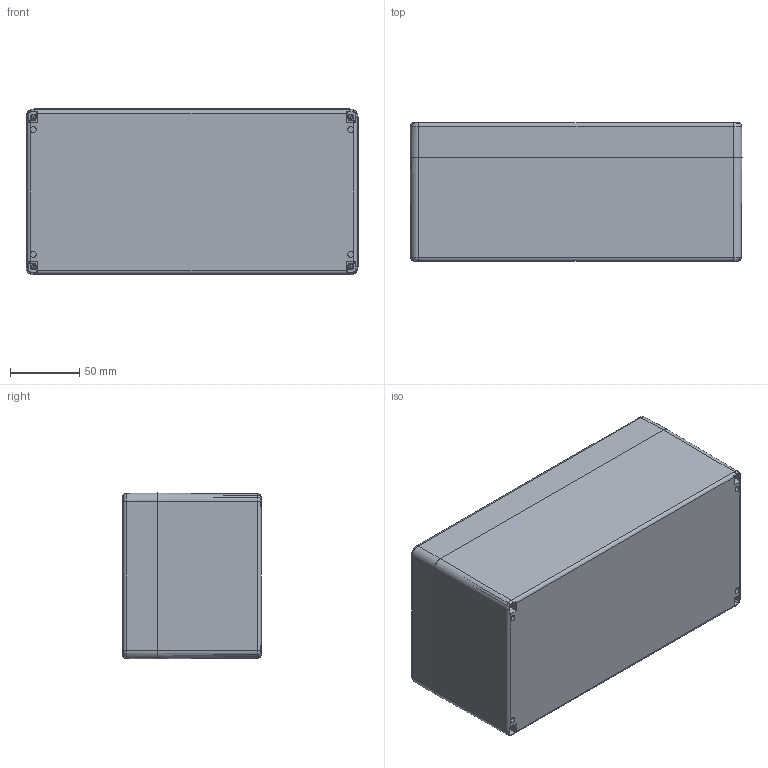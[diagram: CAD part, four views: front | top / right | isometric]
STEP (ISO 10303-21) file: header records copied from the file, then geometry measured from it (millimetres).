
FILE_DESCRIPTION((''),'2;1');
FILE_NAME('CT-801_ASM','2010-09-14T',('M.Fehring'),(''),'PRO/ENGINEER BY PARAMETRIC TECHNOLOGY CORPORATION, 2005070','PRO/ENGINEER BY PARAMETRIC TECHNOLOGY CORPORATION, 2005070','');
FILE_SCHEMA(('AUTOMOTIVE_DESIGN_CC2 { 1 2 10303 214 -1 1 5 2 }'));
Length unit declared in the file: millimetre
Products named in the file (6): CT-801_UNTERTEIL; CT-801_DECKEL; 9501086000_001; 9266001000_EINBAU; 9501086000_ASM; CT-801_ASM
Assembly tree (8 placements, depth 3):
  CT-801_ASM
    CT-801_UNTERTEIL
    CT-801_DECKEL
    9501086000_ASM  x4
      9501086000_001
      9266001000_EINBAU
Bounding box: 240 x 100 x 120 mm (x, y, z)
Volume: 439837.1 mm3; surface area: 281780.6 mm2
Topology: 10 solids, 10 shells, 1033 faces, 2460 edges, 1465 vertices
Faces by surface type: plane 461, cone 302, cylinder 198, bspline 44, torus 20, sphere 8
Entity records: 34020 total; most frequent: CARTESIAN_POINT 9091, DIRECTION 4010, ORIENTED_EDGE 3844, PRESENTATION_STYLE_ASSIGNMENT 1926, STYLED_ITEM 1926, CURVE_STYLE 1922, EDGE_CURVE 1922, AXIS2_PLACEMENT_3D 1503
